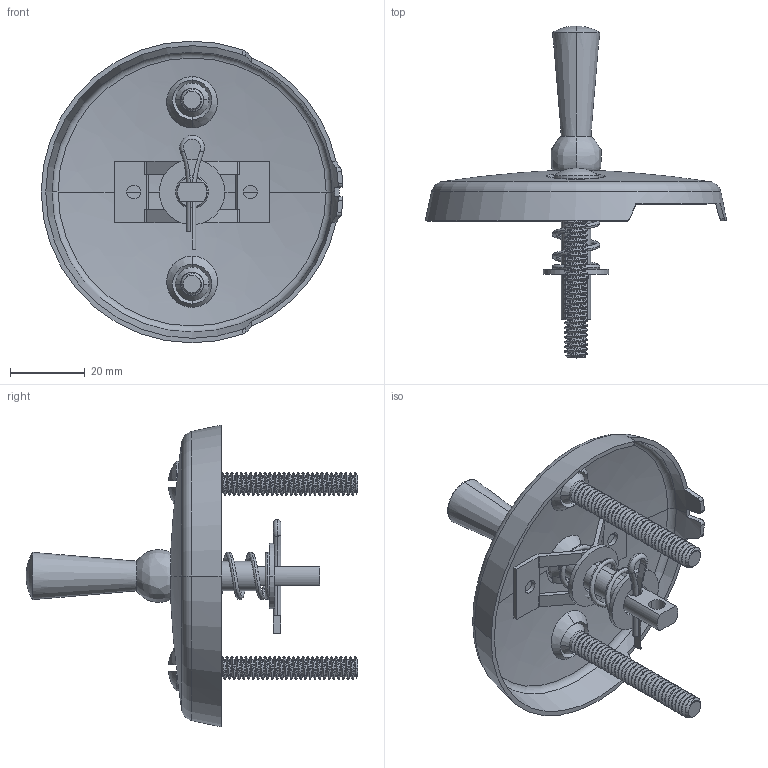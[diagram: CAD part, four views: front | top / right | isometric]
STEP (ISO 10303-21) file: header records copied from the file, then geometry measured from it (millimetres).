
FILE_DESCRIPTION((''),'2;1');
FILE_NAME('267_ASM','2021-10-25T10:34:15',('rsmith'),(''),'CREO PARAMETRIC BY PTC INC, 2018400','CREO PARAMETRIC BY PTC INC, 2018400','');
FILE_SCHEMA(('AUTOMOTIVE_DESIGN { 1 0 10303 214 1 1 1 1 }'));
Length unit declared in the file: inch
Products named in the file (7): 50264; 50265; 50267; 50266; 92066; 92065; 267_ASM
Assembly tree (8 placements, depth 2):
  267_ASM
    50264
    50265
    50267  x2
    50266
    92066
    92065  x2
Bounding box: 80.71 x 88.84 x 80.77 mm (x, y, z)
Volume: 17071.6 mm3; surface area: 21931.6 mm2
Topology: 8 solids, 8 shells, 389 faces, 1045 edges, 665 vertices
Faces by surface type: cylinder 189, plane 72, bspline 68, cone 32, torus 22, sphere 6
Entity records: 21382 total; most frequent: CARTESIAN_POINT 12251, ORIENTED_EDGE 1458, DIRECTION 1150, PRESENTATION_STYLE_ASSIGNMENT 735, STYLED_ITEM 735, CURVE_STYLE 729, EDGE_CURVE 729, VERTEX_POINT 462
